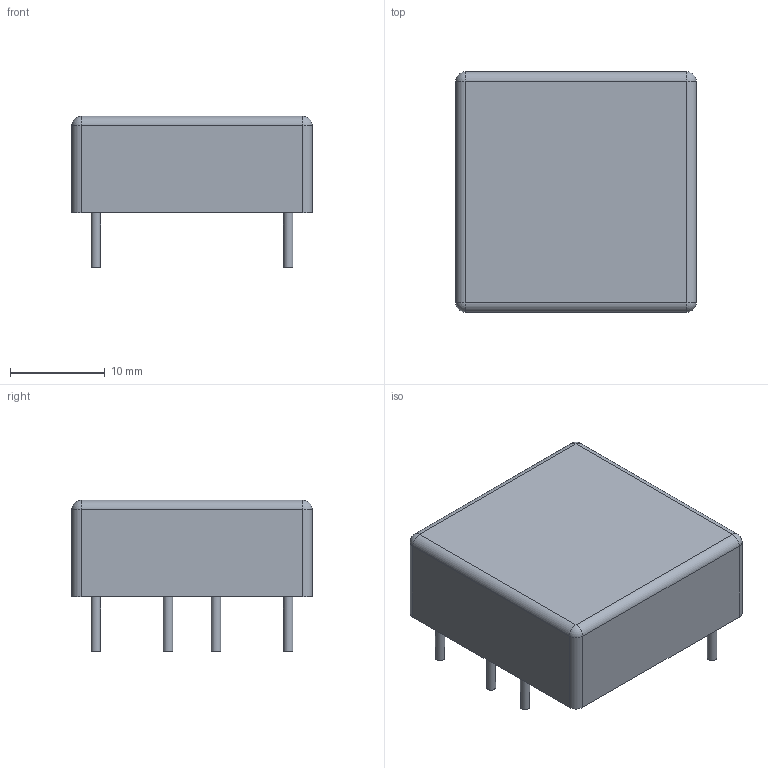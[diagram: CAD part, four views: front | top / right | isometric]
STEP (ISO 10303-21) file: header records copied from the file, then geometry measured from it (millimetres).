
FILE_DESCRIPTION(('FreeCAD Model'),'2;1');
FILE_NAME('Open CASCADE Shape Model','2024-09-24T15:18:14',(''),(''), 'Open CASCADE STEP processor 7.6','FreeCAD','Unknown');
FILE_SCHEMA(('AUTOMOTIVE_DESIGN { 1 0 10303 214 1 1 1 1 }'));
Length unit declared in the file: millimetre
Products named in the file (7): DBWS_ER_out_24V_; pin 1; pin 6; pin 3; pin 2; pin 4; case
Assembly tree (6 placements, depth 2):
  DBWS_ER_out_24V_
    pin 1
    pin 6
    pin 3
    pin 2
    pin 4
    case
Bounding box: 25.4 x 25.4 x 16 mm (x, y, z)
Volume: 6573.5 mm3; surface area: 2363.1 mm2
Topology: 6 solids, 6 shells, 33 faces, 55 edges, 30 vertices
Faces by surface type: plane 16, cylinder 13, sphere 4
Full cylindrical faces by diameter (mm): 1 x5
Entity records: 1555 total; most frequent: CARTESIAN_POINT 245, DIRECTION 242, ORIENTED_EDGE 102, PCURVE 102, DEFINITIONAL_REPRESENTATION 102, LINE 97, VECTOR 97, AXIS2_PLACEMENT_3D 66
